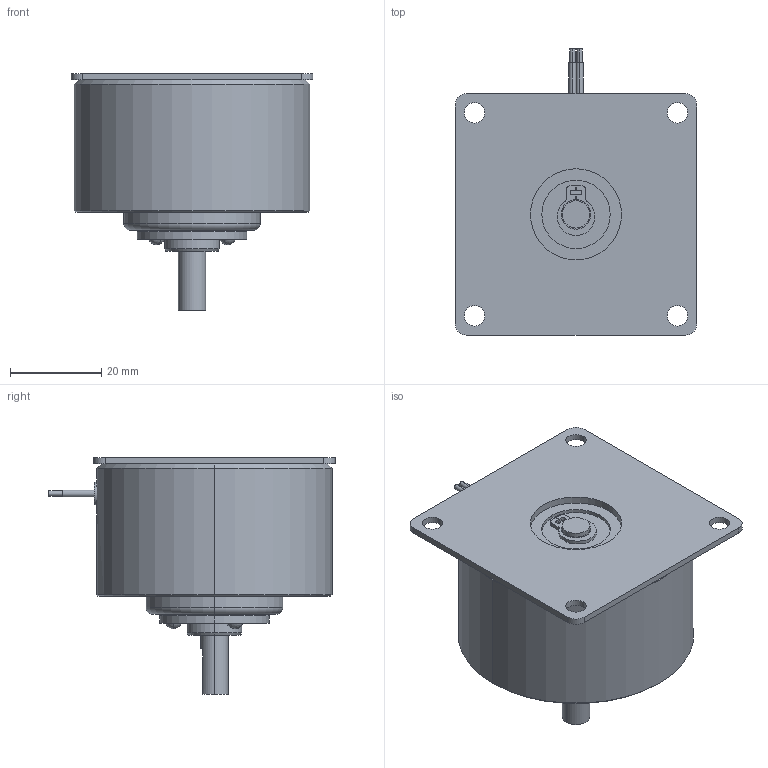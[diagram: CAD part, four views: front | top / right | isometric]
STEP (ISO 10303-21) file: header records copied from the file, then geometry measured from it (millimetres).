
FILE_DESCRIPTION (( 'STEP AP203' ), '1' );
FILE_NAME ('HB0.5.STEP', '2018-11-07T10:04:59', ( 'test' ), ( 'Microsoft' ), 'SwSTEP 2.0', 'SolidWorks 2018', '' );
FILE_SCHEMA (( 'CONFIG_CONTROL_DESIGN' ));
Length unit declared in the file: millimetre
Products named in the file (1): HB0.5
Bounding box: 53 x 62.83 x 52 mm (x, y, z)
Volume: 67543.1 mm3; surface area: 13715.9 mm2
Topology: 1 solids, 1 shells, 224 faces, 589 edges, 388 vertices
Faces by surface type: cylinder 92, plane 88, cone 36, sphere 6, torus 2
Entity records: 7211 total; most frequent: CARTESIAN_POINT 1506, DIRECTION 1194, ORIENTED_EDGE 1178, EDGE_CURVE 589, AXIS2_PLACEMENT_3D 462, VERTEX_POINT 388, LINE 270, VECTOR 270
